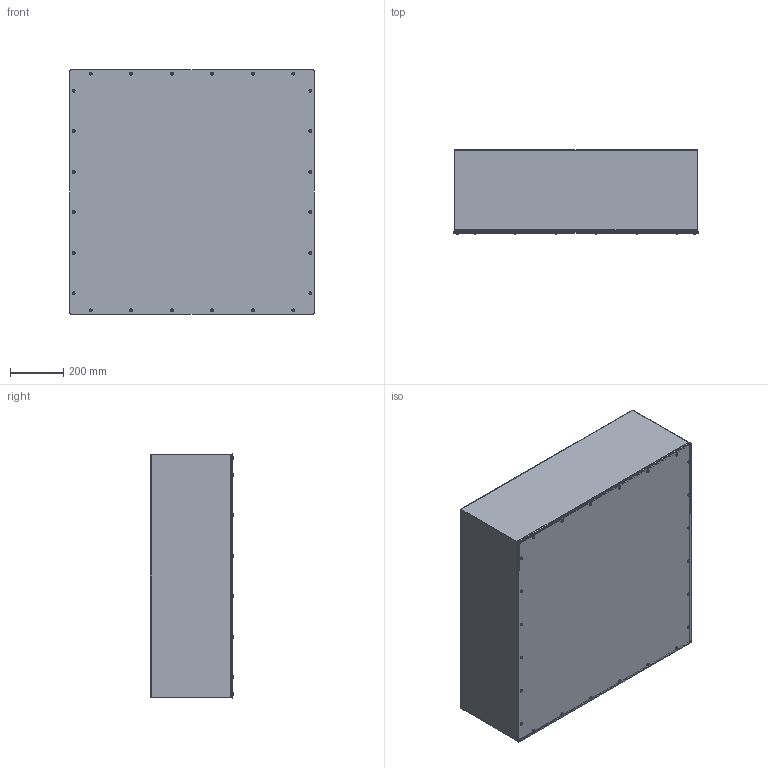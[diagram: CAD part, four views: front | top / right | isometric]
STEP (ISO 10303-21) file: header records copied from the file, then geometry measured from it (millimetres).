
FILE_DESCRIPTION (( 'STEP AP214' ), '1' );
FILE_NAME ('C3SC363612GY.STEP', '2023-06-21T13:18:39', ( '' ), ( '' ), 'SwSTEP 2.0', 'SolidWorks 2021', '' );
FILE_SCHEMA (( 'AUTOMOTIVE_DESIGN' ));
Length unit declared in the file: inch
Products named in the file (1): C3SC363612GY
Bounding box: 919.18 x 314.96 x 919.18 mm (x, y, z)
Volume: 7573523.1 mm3; surface area: 5864774.2 mm2
Topology: 77 solids, 78 shells, 2206 faces, 5668 edges, 3736 vertices
Faces by surface type: plane 1382, cylinder 388, cone 272, bspline 140, torus 24
Full cylindrical faces by diameter (mm): 3.759 x24, 4.039 x24, 4.064 x24, 4.826 x24, 6.096 x24, 6.35 x24, 6.985 x24, 9.906 x24, 11.176 x24
Entity records: 71738 total; most frequent: CARTESIAN_POINT 20099, ORIENTED_EDGE 10424, DIRECTION 9846, EDGE_CURVE 5212, VERTEX_POINT 3616, AXIS2_PLACEMENT_3D 3583, EDGE_LOOP 2808, VECTOR 2680
